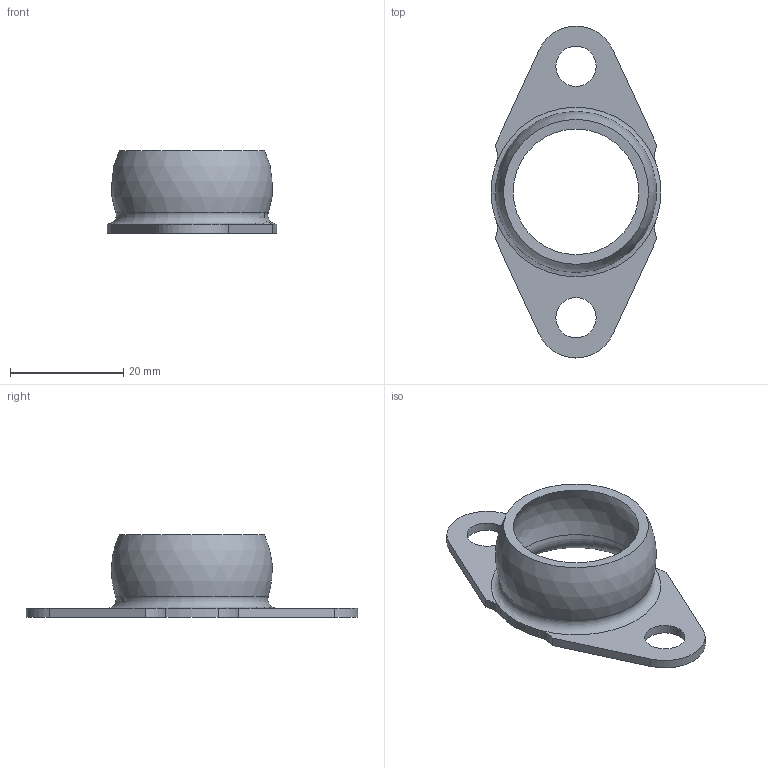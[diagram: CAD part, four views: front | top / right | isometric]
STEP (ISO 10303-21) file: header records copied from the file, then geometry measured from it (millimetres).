
FILE_DESCRIPTION(/* description */ (''),/* implementation_level */ '2;1');
FILE_NAME(/* name */ 'MISC_FlangeMount_4050.ipt.step',/* time_stamp */ '2014-01-07T11:20:04-08:00',/* author */ ('Autodesk Inc.'),/* organization */ ('Autodesk Inc.'),/* preprocessor_version */ 'ST-DEVELOPER v15.2',/* originating_system */ 'Autodesk Inventor 2014',/* authorisation */ '');
FILE_SCHEMA (('CONFIG_CONTROL_DESIGN','AUTOMOTIVE_DESIGN { 1 0 10303 214 3 1 1 }'));
Length unit declared in the file: inch
Products named in the file (1): MISC_FlangeMount_4050
Bounding box: 30.03 x 58.72 x 14.62 mm (x, y, z)
Volume: 2780.5 mm3; surface area: 3918.8 mm2
Topology: 1 solids, 1 shells, 27 faces, 69 edges, 42 vertices
Faces by surface type: plane 12, cylinder 10, torus 2, sphere 2, cone 1
Full cylindrical faces by diameter (mm): 7.137 x2
Entity records: 809 total; most frequent: DIRECTION 148, CARTESIAN_POINT 140, ORIENTED_EDGE 120, AXIS2_PLACEMENT_3D 64, EDGE_CURVE 60, VERTEX_POINT 40, EDGE_LOOP 38, CIRCLE 36
